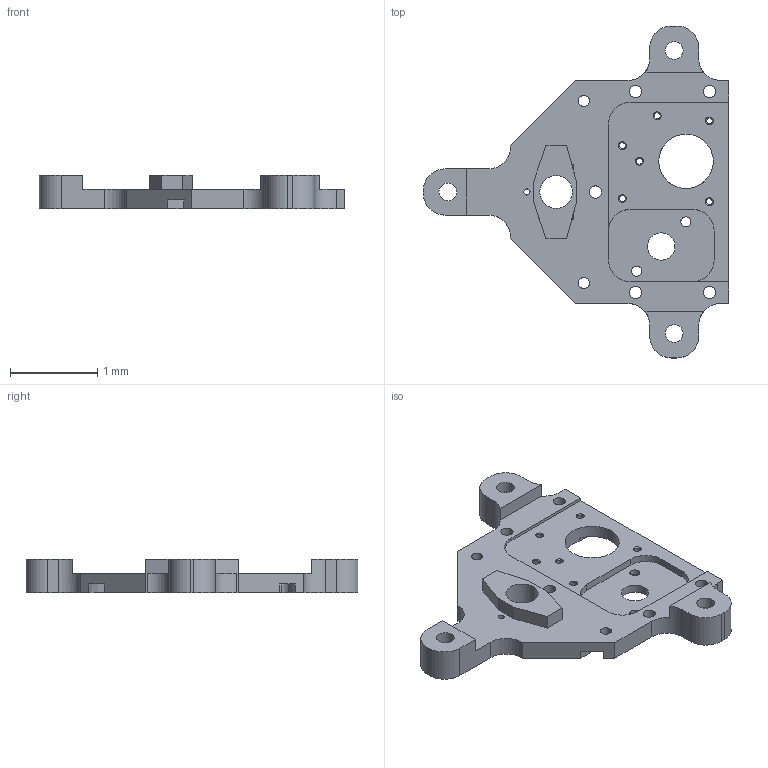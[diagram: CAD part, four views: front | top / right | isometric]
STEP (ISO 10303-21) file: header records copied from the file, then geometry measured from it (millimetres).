
FILE_DESCRIPTION(('produced by SPATIAL CORP'),'2;1');
FILE_NAME( '1797609in.hh.sat.stp','2002-04-19T11:17:48+00:00',('SPATIAL CORP'),('SPATIAL CORP'), 'ACIS STEP Husk','http://www.spatial.com','SPATIAL CORP');
FILE_SCHEMA(('CONFIG_CONTROL_DESIGN'));
Length unit declared in the file: millimetre
Products named in the file (1): PRODUCT_ID_1
Bounding box: 3.5 x 3.81 x 0.38 mm (x, y, z)
Volume: 1.2 mm3; surface area: 20.8 mm2
Topology: 1 solids, 1 shells, 171 faces, 468 edges, 300 vertices
Faces by surface type: cylinder 86, plane 53, cone 32
Entity records: 4956 total; most frequent: ORIENTED_EDGE 936, CARTESIAN_POINT 800, DIRECTION 748, EDGE_CURVE 468, VERTEX_POINT 300, VECTOR 252, LINE 252, AXIS2_PLACEMENT_3D 248
